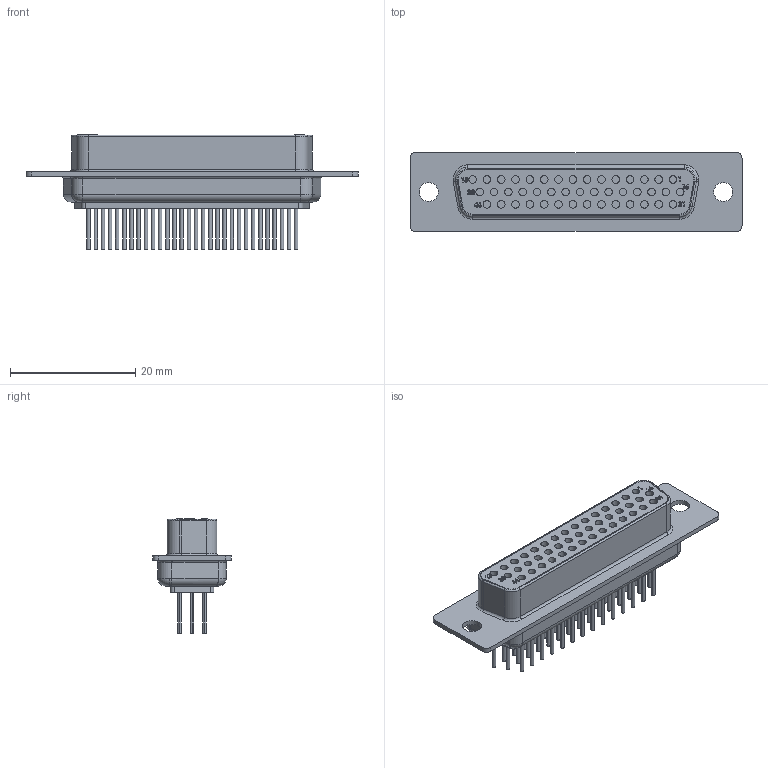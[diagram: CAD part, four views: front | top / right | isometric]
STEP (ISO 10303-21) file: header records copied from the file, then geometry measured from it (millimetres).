
FILE_DESCRIPTION (( 'STEP AP214' ), '1' );
FILE_NAME ('180-M44-213R001.STEP', '2021-03-22T15:56:20', ( '' ), ( '' ), 'SwSTEP 2.0', 'SolidWorks 2020', '' );
FILE_SCHEMA (( 'AUTOMOTIVE_DESIGN' ));
Length unit declared in the file: inch
Products named in the file (1): 180-M44-213R001
Bounding box: 53.01 x 12.6 x 18.26 mm (x, y, z)
Volume: 4026.6 mm3; surface area: 4641.7 mm2
Topology: 1 solids, 1 shells, 633 faces, 1490 edges, 982 vertices
Faces by surface type: plane 285, cylinder 224, bspline 104, torus 20
Entity records: 27693 total; most frequent: CARTESIAN_POINT 9418, ORIENTED_EDGE 2980, DIRECTION 2808, EDGE_CURVE 1490, AXIS2_PLACEMENT_3D 1000, VERTEX_POINT 982, LINE 808, VECTOR 808
